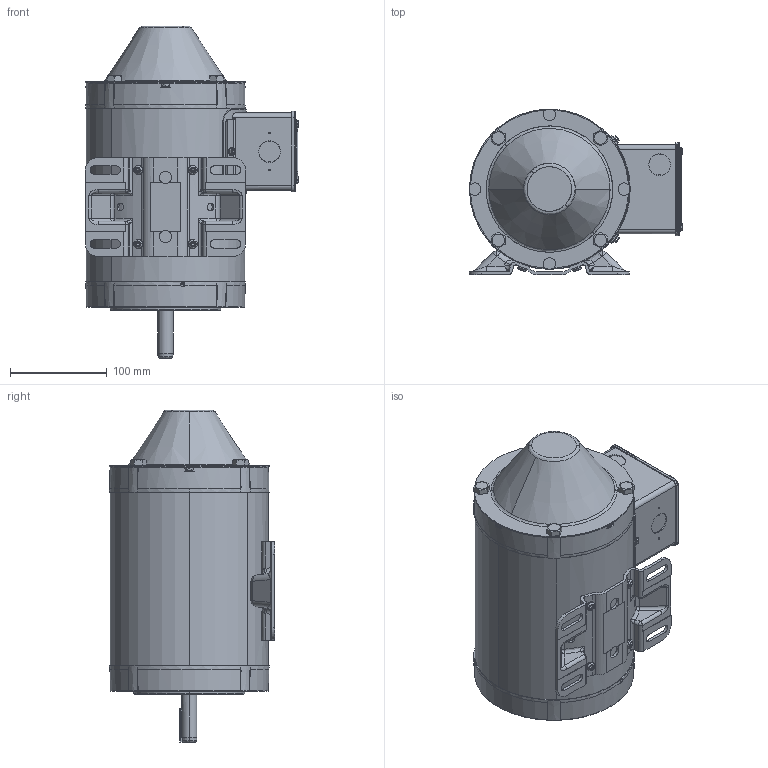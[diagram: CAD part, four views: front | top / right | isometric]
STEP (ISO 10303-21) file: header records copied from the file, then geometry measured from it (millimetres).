
FILE_DESCRIPTION (( 'STEP AP214' ), '1' );
FILE_NAME ('104043-706_RevJ.STEP', '2022-01-03T23:09:55', ( '' ), ( '' ), 'SwSTEP 2.0', 'SolidWorks 2017', '' );
FILE_SCHEMA (( 'AUTOMOTIVE_DESIGN' ));
Length unit declared in the file: inch
Products named in the file (1): 104043-706_RevJ
Bounding box: 219.9 x 170.76 x 342.46 mm (x, y, z)
Volume: 782542.8 mm3; surface area: 593831 mm2
Topology: 37 solids, 37 shells, 3503 faces, 9114 edges, 5722 vertices
Faces by surface type: plane 1293, cylinder 804, bspline 788, cone 618
Entity records: 142343 total; most frequent: CARTESIAN_POINT 62216, ORIENTED_EDGE 18132, DIRECTION 14803, EDGE_CURVE 9066, AXIS2_PLACEMENT_3D 5765, VERTEX_POINT 5722, EDGE_LOOP 3756, ADVANCED_FACE 3503
